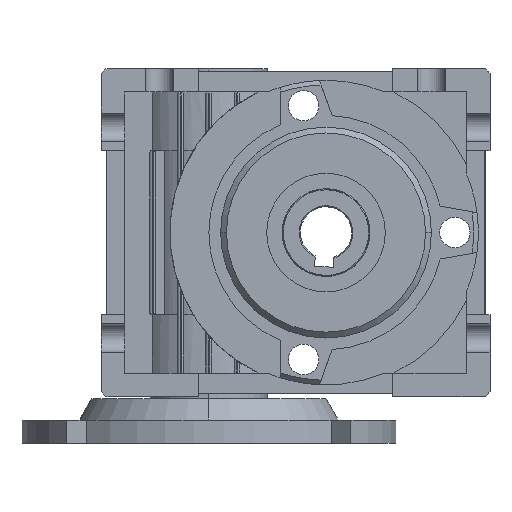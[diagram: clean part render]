
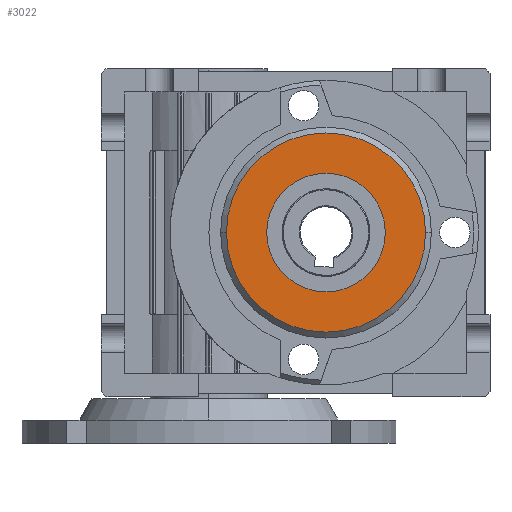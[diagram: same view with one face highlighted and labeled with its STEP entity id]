
A CAD part, left-side view. The second image highlights one B-rep face of the part: STEP entity #3022.
In plain terms, the highlighted planar face has unit normal (-1, 0, 0).
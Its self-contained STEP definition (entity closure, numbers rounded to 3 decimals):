
#3020 = ORIENTED_EDGE ( 'NONE', *, *, #3050, .F. ) ;
#3022 = ADVANCED_FACE ( 'NONE', ( #17737, #17728 ), #17729, .F. ) ;
#3031 = ORIENTED_EDGE ( 'NONE', *, *, #3987, .F. ) ;
#3034 = ORIENTED_EDGE ( 'NONE', *, *, #3076, .F. ) ;
#3035 = EDGE_LOOP ( 'NONE', ( #3031, #3034 ) ) ;
#3037 = ORIENTED_EDGE ( 'NONE', *, *, #4072, .F. ) ;
#3043 = EDGE_LOOP ( 'NONE', ( #3020, #3037 ) ) ;
#3050 = EDGE_CURVE ( 'NONE', #3516, #4030, #17767, .T. ) ;
#3076 = EDGE_CURVE ( 'NONE', #4005, #4049, #17851, .T. ) ;
#3516 = VERTEX_POINT ( 'NONE', #18565 ) ;
#3987 = EDGE_CURVE ( 'NONE', #4049, #4005, #19383, .T. ) ;
#4005 = VERTEX_POINT ( 'NONE', #19462 ) ;
#4030 = VERTEX_POINT ( 'NONE', #19480 ) ;
#4049 = VERTEX_POINT ( 'NONE', #19560 ) ;
#4072 = EDGE_CURVE ( 'NONE', #4030, #3516, #19585, .T. ) ;
#17728 = FACE_BOUND ( 'NONE', #3043, .T. ) ;
#17729 = PLANE ( 'NONE',  #17736 ) ;
#17736 = AXIS2_PLACEMENT_3D ( 'NONE', #17740, #17739, #17787 ) ;
#17737 = FACE_OUTER_BOUND ( 'NONE', #3035, .T. ) ;
#17739 = DIRECTION ( 'NONE',  ( 1., 0., 0. ) ) ;
#17740 = CARTESIAN_POINT ( 'NONE',  ( -25., 21.25, 0. ) ) ;
#17767 = CIRCLE ( 'NONE', #17811, 12.65 ) ;
#17787 = DIRECTION ( 'NONE',  ( 0., 0., -1. ) ) ;
#17809 = DIRECTION ( 'NONE',  ( 0., 0., 1. ) ) ;
#17810 = DIRECTION ( 'NONE',  ( -1., 0., 0. ) ) ;
#17811 = AXIS2_PLACEMENT_3D ( 'NONE', #17818, #17810, #17809 ) ;
#17818 = CARTESIAN_POINT ( 'NONE',  ( -25., 0., 0. ) ) ;
#17850 = AXIS2_PLACEMENT_3D ( 'NONE', #17871, #17868, #17867 ) ;
#17851 = CIRCLE ( 'NONE', #17850, 21.25 ) ;
#17867 = DIRECTION ( 'NONE',  ( 0., 1., 0. ) ) ;
#17868 = DIRECTION ( 'NONE',  ( 1., 0., 0. ) ) ;
#17871 = CARTESIAN_POINT ( 'NONE',  ( -25., 0., 0. ) ) ;
#18565 = CARTESIAN_POINT ( 'NONE',  ( -25., 0., 12.65 ) ) ;
#19383 = CIRCLE ( 'NONE', #19431, 21.25 ) ;
#19422 = DIRECTION ( 'NONE',  ( 0., 1., 0. ) ) ;
#19423 = DIRECTION ( 'NONE',  ( 1., 0., 0. ) ) ;
#19424 = CARTESIAN_POINT ( 'NONE',  ( -25., 0., 0. ) ) ;
#19431 = AXIS2_PLACEMENT_3D ( 'NONE', #19424, #19423, #19422 ) ;
#19462 = CARTESIAN_POINT ( 'NONE',  ( -25., -21.25, 0. ) ) ;
#19480 = CARTESIAN_POINT ( 'NONE',  ( -25., 0., -12.65 ) ) ;
#19560 = CARTESIAN_POINT ( 'NONE',  ( -25., 21.25, 0. ) ) ;
#19565 = DIRECTION ( 'NONE',  ( 0., 0., 1. ) ) ;
#19566 = DIRECTION ( 'NONE',  ( -1., 0., 0. ) ) ;
#19577 = AXIS2_PLACEMENT_3D ( 'NONE', #19590, #19566, #19565 ) ;
#19585 = CIRCLE ( 'NONE', #19577, 12.65 ) ;
#19590 = CARTESIAN_POINT ( 'NONE',  ( -25., 0., 0. ) ) ;
